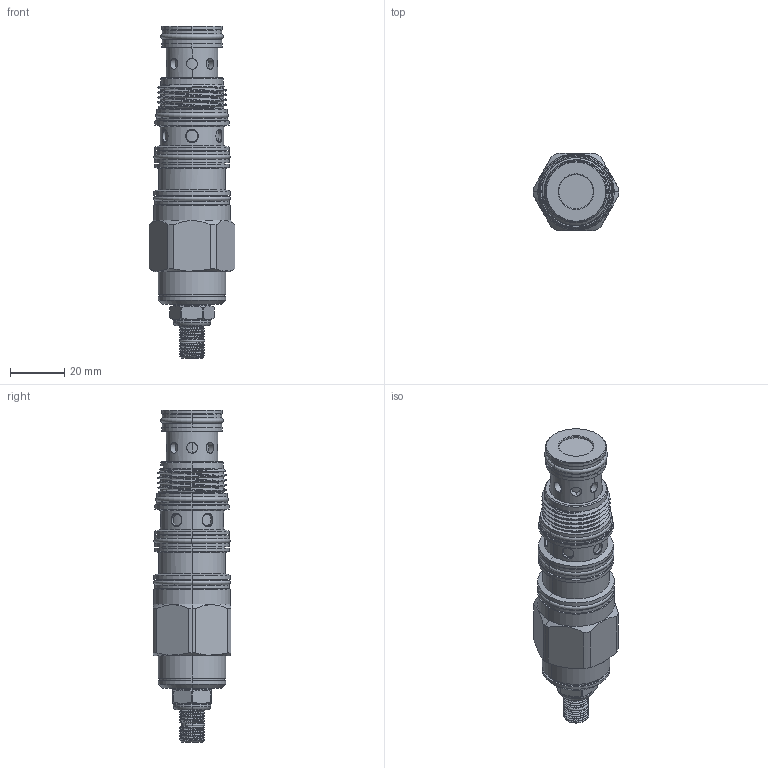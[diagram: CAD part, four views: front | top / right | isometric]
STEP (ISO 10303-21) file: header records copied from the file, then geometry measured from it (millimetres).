
FILE_DESCRIPTION (( 'STEP AP203' ), '1' );
FILE_NAME ('DP22A4M-L.STEP', '2024-05-29T05:11:24', ( '' ), ( '' ), 'SwSTEP 2.0', 'SolidWorks 2018', '' );
FILE_SCHEMA (( 'CONFIG_CONTROL_DESIGN' ));
Length unit declared in the file: millimetre
Products named in the file (1): DP22A4M-L
Bounding box: 31.6 x 28.57 x 122.23 mm (x, y, z)
Volume: 53599.7 mm3; surface area: 13553.9 mm2
Topology: 1 solids, 1 shells, 334 faces, 767 edges, 478 vertices
Faces by surface type: cylinder 186, plane 62, cone 50, torus 25, bspline 11
Entity records: 19235 total; most frequent: CARTESIAN_POINT 11917, ORIENTED_EDGE 1534, DIRECTION 1494, EDGE_CURVE 767, AXIS2_PLACEMENT_3D 621, VERTEX_POINT 478, EDGE_LOOP 377, ADVANCED_FACE 334
